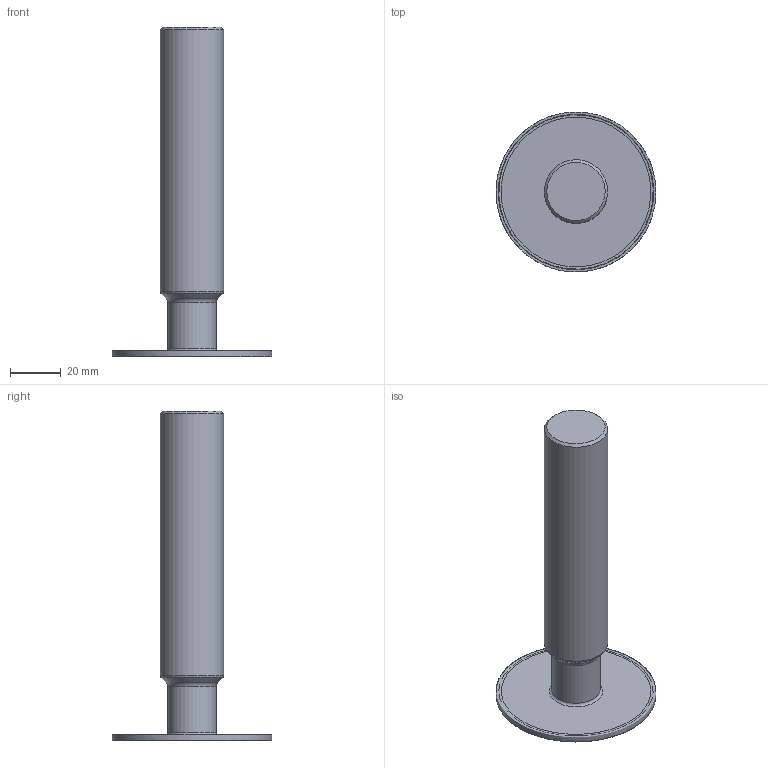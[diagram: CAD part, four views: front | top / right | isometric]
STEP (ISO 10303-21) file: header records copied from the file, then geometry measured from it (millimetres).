
FILE_DESCRIPTION(/* description */ (''),/* implementation_level */ '2;1');
FILE_NAME(/* name */ 'toolassembly_1.stp',/* time_stamp */ '2018-10-19T13:02:19+02:00',/* author */ (''),/* organization */ ('SMS'),/* preprocessor_version */ 'ST-DEVELOPER v15',/* originating_system */ 'SIEMENS PLM Software NX 8.5',/* authorisation */ '');
FILE_SCHEMA (('AUTOMOTIVE_DESIGN { 1 0 10303 214 3 1 1 1 }'));
Length unit declared in the file: millimetre
Products named in the file (4): ASSEMBLY_CONSTRUCTION; CUT_20181019130059; NOCUT_20181019130054; TOOLASSEMBLY_1
Assembly tree (3 placements, depth 2):
  TOOLASSEMBLY_1
    NOCUT_20181019130054
    CUT_20181019130059
    ASSEMBLY_CONSTRUCTION
Bounding box: 63 x 63 x 130 mm (x, y, z)
Volume: 65042.8 mm3; surface area: 17729.3 mm2
Topology: 2 solids, 2 shells, 17 faces, 34 edges, 30 vertices
Faces by surface type: cone 5, plane 4, cylinder 3, torus 3, bspline 2
Full cylindrical faces by diameter (mm): 19 x1, 24.989 x1, 61.307 x1
Entity records: 2733 total; most frequent: CARTESIAN_POINT 2246, DIRECTION 84, AXIS2_PLACEMENT_3D 42, EDGE_LOOP 32, ORIENTED_EDGE 32, FACE_BOUND 30, STYLED_ITEM 21, PRESENTATION_STYLE_ASSIGNMENT 21
